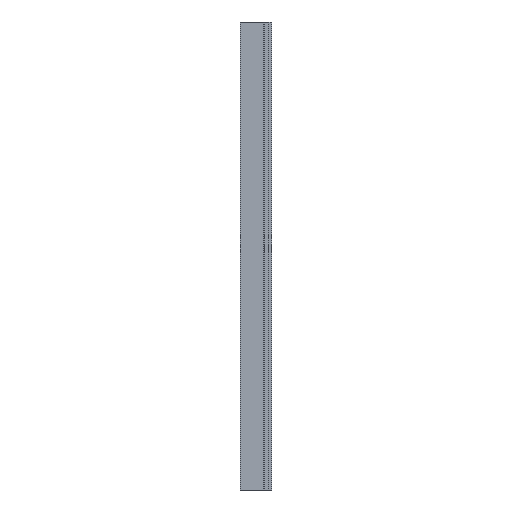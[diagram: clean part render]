
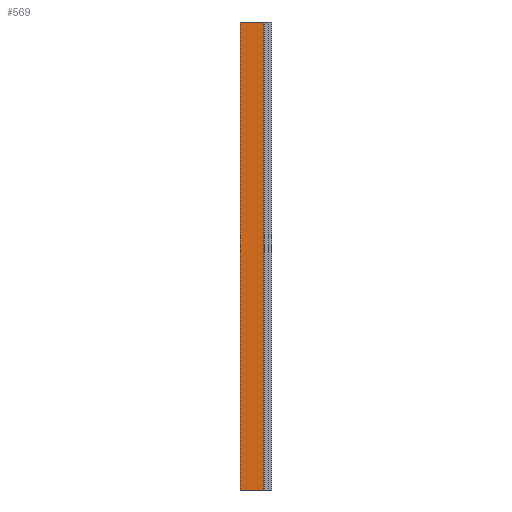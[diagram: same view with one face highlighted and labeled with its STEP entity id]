
A CAD part, front view. The second image highlights one B-rep face of the part: STEP entity #569.
In plain terms, the highlighted planar face has unit normal (0, -1, 0).
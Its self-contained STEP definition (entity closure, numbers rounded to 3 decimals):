
#75=FACE_OUTER_BOUND('',#113,.T.);
#113=EDGE_LOOP('',(#495,#496,#497,#498));
#161=LINE('',#938,#221);
#170=LINE('',#960,#230);
#173=LINE('',#965,#233);
#174=LINE('',#967,#234);
#221=VECTOR('',#774,10.);
#230=VECTOR('',#799,10.);
#233=VECTOR('',#804,10.);
#234=VECTOR('',#807,10.);
#267=VERTEX_POINT('',#935);
#268=VERTEX_POINT('',#937);
#273=VERTEX_POINT('',#959);
#274=VERTEX_POINT('',#963);
#334=EDGE_CURVE('',#267,#268,#161,.T.);
#345=EDGE_CURVE('',#273,#268,#170,.T.);
#348=EDGE_CURVE('',#274,#267,#173,.T.);
#349=EDGE_CURVE('',#274,#273,#174,.T.);
#495=ORIENTED_EDGE('',*,*,#334,.F.);
#496=ORIENTED_EDGE('',*,*,#348,.F.);
#497=ORIENTED_EDGE('',*,*,#349,.T.);
#498=ORIENTED_EDGE('',*,*,#345,.T.);
#532=PLANE('',#646);
#569=ADVANCED_FACE('',(#75),#532,.F.);
#646=AXIS2_PLACEMENT_3D('',#971,#814,#815);
#774=DIRECTION('',(0.,0.,-1.));
#799=DIRECTION('',(1.,0.,0.));
#804=DIRECTION('',(1.,0.,0.));
#807=DIRECTION('',(0.,0.,-1.));
#814=DIRECTION('center_axis',(0.,1.,0.));
#815=DIRECTION('ref_axis',(0.,0.,1.));
#935=CARTESIAN_POINT('',(121.31,-0.8,0.));
#937=CARTESIAN_POINT('',(121.31,-0.8,-2400.));
#938=CARTESIAN_POINT('',(121.31,-0.8,-1200.));
#959=CARTESIAN_POINT('',(0.,-0.8,-2400.));
#960=CARTESIAN_POINT('',(0.,-0.8,-2400.));
#963=CARTESIAN_POINT('',(0.,-0.8,0.));
#965=CARTESIAN_POINT('',(0.,-0.8,0.));
#967=CARTESIAN_POINT('',(0.,-0.8,0.));
#971=CARTESIAN_POINT('Origin',(151.574,-0.8,-1200.));
